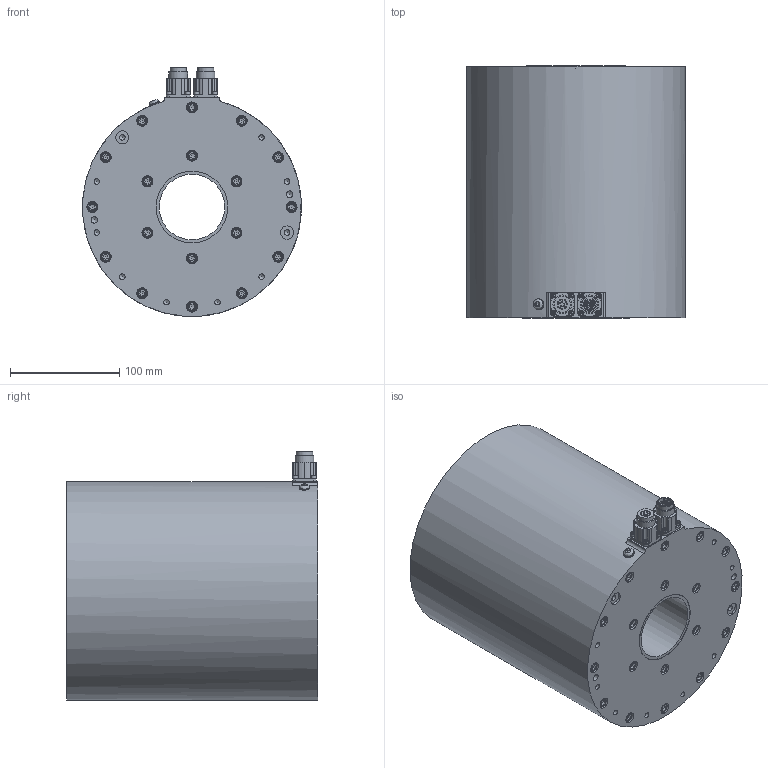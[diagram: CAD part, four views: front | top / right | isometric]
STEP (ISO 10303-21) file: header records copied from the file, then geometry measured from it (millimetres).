
FILE_DESCRIPTION (( 'STEP AP203' ), '1' );
FILE_NAME ('DMS3CG(H).STEP', '2019-09-02T08:23:18', ( '' ), ( '' ), 'SwSTEP 2.0', 'SolidWorks 2015', '' );
FILE_SCHEMA (( 'CONFIG_CONTROL_DESIGN' ));
Length unit declared in the file: millimetre
Products named in the file (1): DMS3CG(H)
Bounding box: 199.8 x 230 x 227.5 mm (x, y, z)
Volume: 6574073.5 mm3; surface area: 274175.8 mm2
Topology: 1 solids, 5 shells, 946 faces, 2184 edges, 1436 vertices
Faces by surface type: plane 548, cylinder 261, cone 103, bspline 25, torus 9
Full cylindrical faces by diameter (mm): 0.5 x17, 1 x24, 1.5 x2, 2.5 x8, 2.7 x8, 3.2 x6, 4.2 x4, 4.5 x8, 5 x18, 6 x4, 8.5 x27, 8.6 x12, 9 x1, 9.5 x1, 10 x40, 11 x6, 12 x4, 14.1 x1, 15 x2, 17 x2, 60 x1, 65.5 x1, 170.5 x1, 171 x1, 200 x1
Entity records: 24675 total; most frequent: CARTESIAN_POINT 5587, DIRECTION 3921, ORIENTED_EDGE 3340, EDGE_CURVE 1670, AXIS2_PLACEMENT_3D 1570, EDGE_LOOP 1489, VERTEX_POINT 1259, FACE_OUTER_BOUND 1180
